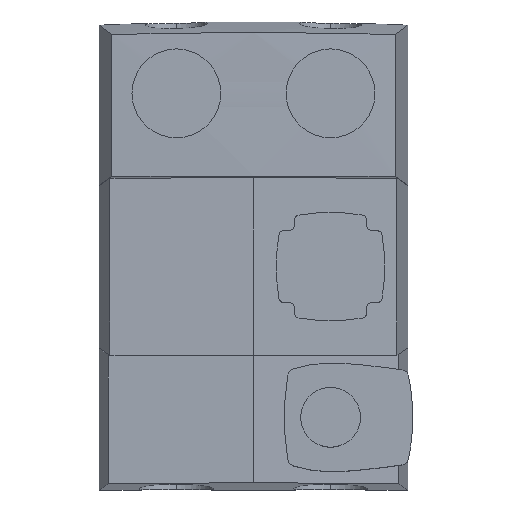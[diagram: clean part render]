
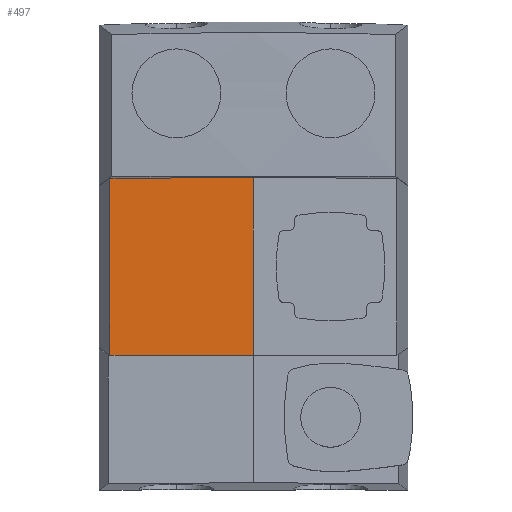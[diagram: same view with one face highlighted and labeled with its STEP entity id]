
A CAD part, top view. The second image highlights one B-rep face of the part: STEP entity #497.
In plain terms, the highlighted cylindrical face has radius 2500 mm (diameter 5000 mm), a partial arc.
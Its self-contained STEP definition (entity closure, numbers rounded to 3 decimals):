
#330 = CARTESIAN_POINT ( 'NONE',  ( 0., -80., 92.182 ) ) ;
#342 = EDGE_CURVE ( 'NONE', #4365, #2168, #4061, .T. ) ;
#343 = B_SPLINE_CURVE_WITH_KNOTS ( 'NONE', 3,
 ( #5825, #3590, #7590, #2368, #7064 ),
 .UNSPECIFIED., .F., .F.,
 ( 4, 1, 4 ),
 ( 9.558, 9.616, 9.674 ),
 .UNSPECIFIED. ) ;
#497 = ADVANCED_FACE ( 'NONE', ( #4373 ), #2562, .T. ) ;
#596 = CARTESIAN_POINT ( 'NONE',  ( -116.333, -80., 89.474 ) ) ;
#707 = ORIENTED_EDGE ( 'NONE', *, *, #342, .F. ) ;
#821 = DIRECTION ( 'NONE',  ( 0., 0., 1. ) ) ;
#1388 = DIRECTION ( 'NONE',  ( 0., 1., 0. ) ) ;
#1471 = VERTEX_POINT ( 'NONE', #3827 ) ;
#1667 = CARTESIAN_POINT ( 'NONE',  ( -116.333, 71.751, 89.474 ) ) ;
#1864 = EDGE_CURVE ( 'NONE', #1471, #3446, #3247, .T. ) ;
#1940 = CARTESIAN_POINT ( 'NONE',  ( 0., 72.116, 92.182 ) ) ;
#2013 = EDGE_CURVE ( 'NONE', #1471, #4365, #343, .T. ) ;
#2168 = VERTEX_POINT ( 'NONE', #7516 ) ;
#2368 = CARTESIAN_POINT ( 'NONE',  ( -96.977, -71.872, 90.376 ) ) ;
#2524 = DIRECTION ( 'NONE',  ( 0., 1., 0. ) ) ;
#2562 = CYLINDRICAL_SURFACE ( 'NONE', #4802, 2500. ) ;
#2884 = DIRECTION ( 'NONE',  ( 0., 1., 0. ) ) ;
#3057 = EDGE_CURVE ( 'NONE', #2168, #3446, #3318, .T. ) ;
#3247 = LINE ( 'NONE', #330, #6783 ) ;
#3318 = B_SPLINE_CURVE_WITH_KNOTS ( 'NONE', 3,
 ( #1667, #4170, #3603, #4867 ),
 .UNSPECIFIED., .F., .F.,
 ( 4, 4 ),
 ( 0.014, 0.13 ),
 .UNSPECIFIED. ) ;
#3446 = VERTEX_POINT ( 'NONE', #1940 ) ;
#3590 = CARTESIAN_POINT ( 'NONE',  ( -19.422, -72.116, 92.182 ) ) ;
#3603 = CARTESIAN_POINT ( 'NONE',  ( -38.778, 72.116, 92.182 ) ) ;
#3827 = CARTESIAN_POINT ( 'NONE',  ( 0., -72.116, 92.182 ) ) ;
#4061 = LINE ( 'NONE', #596, #5033 ) ;
#4168 = ORIENTED_EDGE ( 'NONE', *, *, #2013, .F. ) ;
#4170 = CARTESIAN_POINT ( 'NONE',  ( -77.555, 71.994, 91.28 ) ) ;
#4365 = VERTEX_POINT ( 'NONE', #5882 ) ;
#4373 = FACE_OUTER_BOUND ( 'NONE', #5259, .T. ) ;
#4802 = AXIS2_PLACEMENT_3D ( 'NONE', #6221, #1388, #821 ) ;
#4867 = CARTESIAN_POINT ( 'NONE',  ( 0., 72.116, 92.182 ) ) ;
#5033 = VECTOR ( 'NONE', #2884, 1000. ) ;
#5259 = EDGE_LOOP ( 'NONE', ( #4168, #5456, #6000, #707 ) ) ;
#5456 = ORIENTED_EDGE ( 'NONE', *, *, #1864, .T. ) ;
#5825 = CARTESIAN_POINT ( 'NONE',  ( 0., -72.116, 92.182 ) ) ;
#5882 = CARTESIAN_POINT ( 'NONE',  ( -116.333, -71.751, 89.474 ) ) ;
#6000 = ORIENTED_EDGE ( 'NONE', *, *, #3057, .F. ) ;
#6221 = CARTESIAN_POINT ( 'NONE',  ( 0., -80., -2407.818 ) ) ;
#6783 = VECTOR ( 'NONE', #2524, 1000. ) ;
#7064 = CARTESIAN_POINT ( 'NONE',  ( -116.333, -71.751, 89.474 ) ) ;
#7516 = CARTESIAN_POINT ( 'NONE',  ( -116.333, 71.751, 89.474 ) ) ;
#7590 = CARTESIAN_POINT ( 'NONE',  ( -58.233, -72.055, 91.729 ) ) ;
